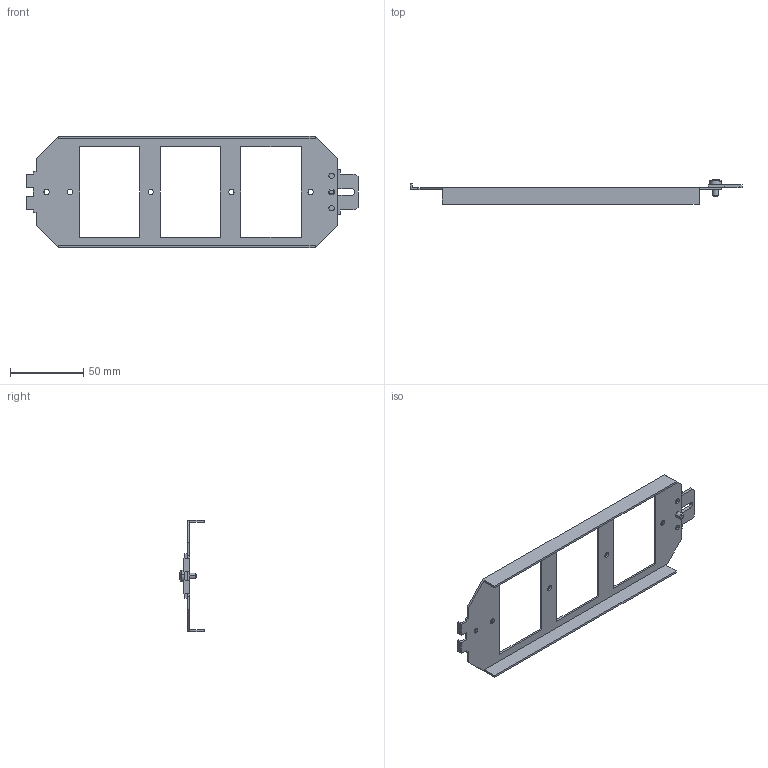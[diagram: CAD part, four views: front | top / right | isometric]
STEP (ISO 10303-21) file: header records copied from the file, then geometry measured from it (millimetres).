
FILE_DESCRIPTION((''),'2;1');
FILE_NAME('7407840_ASM','2015-07-07T',('AndreasKeweloh'),(''),'CREO PARAMETRIC BY PTC INC, 2015080','CREO PARAMETRIC BY PTC INC, 2015080','');
FILE_SCHEMA(('CONFIG_CONTROL_DESIGN'));
Length unit declared in the file: millimetre
Products named in the file (4): 35104466; 42547QA; 30384T1_30384B; 7407840_ASM
Assembly tree (3 placements, depth 2):
  7407840_ASM
    35104466
    42547QA
    30384T1_30384B
Bounding box: 226.3 x 16.88 x 76 mm (x, y, z)
Volume: 16900.3 mm3; surface area: 25757 mm2
Topology: 3 solids, 3 shells, 106 faces, 283 edges, 184 vertices
Faces by surface type: plane 75, cylinder 27, cone 2, revolution 2
Entity records: 3514 total; most frequent: CARTESIAN_POINT 709, ORIENTED_EDGE 566, DIRECTION 541, EDGE_CURVE 283, VECTOR 209, LINE 209, VERTEX_POINT 184, AXIS2_PLACEMENT_3D 165
